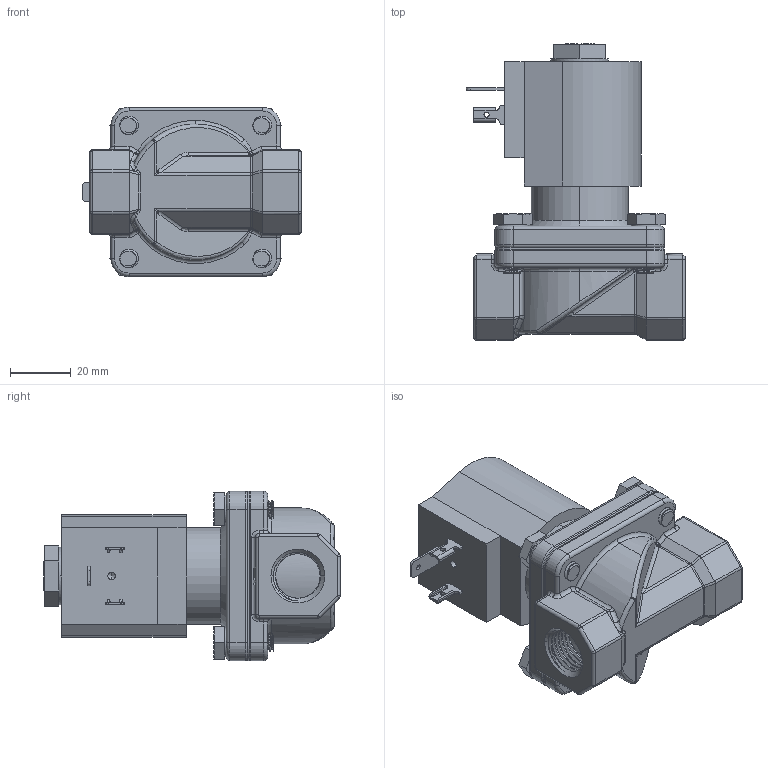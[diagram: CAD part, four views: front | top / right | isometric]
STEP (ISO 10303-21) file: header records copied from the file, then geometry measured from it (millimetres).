
FILE_DESCRIPTION (( 'STEP AP203' ), '1' );
FILE_NAME ('S201Y_C.STEP', '2023-09-12T13:34:15', ( '' ), ( '' ), 'SwSTEP 2.0', 'SolidWorks 2023', '' );
FILE_SCHEMA (( 'CONFIG_CONTROL_DESIGN' ));
Length unit declared in the file: inch
Products named in the file (1): S201Y_C
Bounding box: 72.42 x 97.97 x 56.01 mm (x, y, z)
Volume: 161231.6 mm3; surface area: 26366.7 mm2
Topology: 1 solids, 1 shells, 538 faces, 1361 edges, 838 vertices
Faces by surface type: plane 205, cylinder 188, bspline 78, torus 41, cone 18, sphere 8
Entity records: 29063 total; most frequent: CARTESIAN_POINT 17021, ORIENTED_EDGE 2702, DIRECTION 2289, EDGE_CURVE 1351, VERTEX_POINT 838, AXIS2_PLACEMENT_3D 829, VECTOR 631, LINE 631
